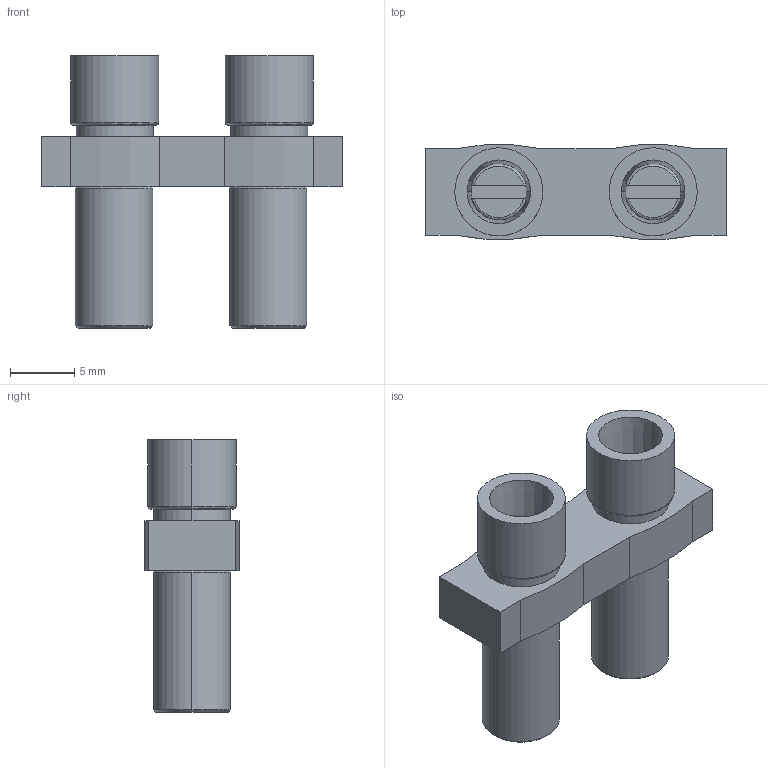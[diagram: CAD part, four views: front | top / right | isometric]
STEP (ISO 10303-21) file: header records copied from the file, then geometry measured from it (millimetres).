
FILE_DESCRIPTION (( 'STEP AP203' ), '1' );
FILE_NAME ('2''LÝ - MRK 16 ÜST KÖPRÜ VÝDALI.STEP', '2020-03-26T05:18:53', ( '' ), ( '' ), 'SwSTEP 2.0', 'SolidWorks 2011', '' );
FILE_SCHEMA (( 'CONFIG_CONTROL_DESIGN' ));
Length unit declared in the file: millimetre
Products named in the file (1): 2''LÝ - MRK 16 ÜST KÖPRÜ VÝDALI
Bounding box: 23.4 x 7.32 x 21.2 mm (x, y, z)
Volume: 1506.9 mm3; surface area: 1848.9 mm2
Topology: 1 solids, 3 shells, 104 faces, 238 edges, 156 vertices
Faces by surface type: plane 38, cylinder 36, bspline 18, cone 12
Entity records: 3297 total; most frequent: CARTESIAN_POINT 899, DIRECTION 494, ORIENTED_EDGE 476, EDGE_CURVE 238, AXIS2_PLACEMENT_3D 207, VERTEX_POINT 156, EDGE_LOOP 124, CIRCLE 120
